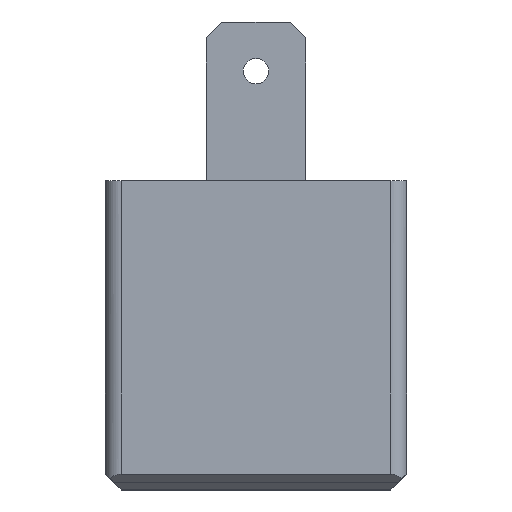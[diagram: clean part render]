
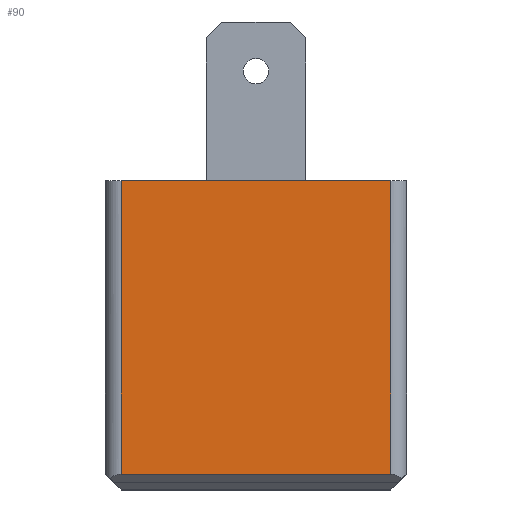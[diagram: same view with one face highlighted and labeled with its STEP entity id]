
A CAD part, left-side view. The second image highlights one B-rep face of the part: STEP entity #90.
In plain terms, the highlighted planar face has unit normal (-1, 0, 0).
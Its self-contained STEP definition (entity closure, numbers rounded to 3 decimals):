
#50=FACE_OUTER_BOUND('',#193,.T.);
#90=ADVANCED_FACE('',(#50),#136,.F.);
#136=PLANE('',#882);
#193=EDGE_LOOP('',(#274,#275,#276,#277));
#274=ORIENTED_EDGE('',*,*,#560,.F.);
#275=ORIENTED_EDGE('',*,*,#582,.T.);
#276=ORIENTED_EDGE('',*,*,#583,.T.);
#277=ORIENTED_EDGE('',*,*,#584,.T.);
#484=VERTEX_POINT('',#1168);
#485=VERTEX_POINT('',#1170);
#506=VERTEX_POINT('',#1216);
#507=VERTEX_POINT('',#1218);
#560=EDGE_CURVE('',#484,#485,#675,.T.);
#582=EDGE_CURVE('',#484,#506,#694,.T.);
#583=EDGE_CURVE('',#506,#507,#695,.T.);
#584=EDGE_CURVE('',#507,#485,#696,.T.);
#675=LINE('',#1169,#775);
#694=LINE('',#1215,#794);
#695=LINE('',#1217,#795);
#696=LINE('',#1219,#796);
#775=VECTOR('',#942,1.);
#794=VECTOR('',#973,1.);
#795=VECTOR('',#974,1.);
#796=VECTOR('',#975,1.);
#882=AXIS2_PLACEMENT_3D('',#1220,#976,#977);
#942=DIRECTION('',(0.,-1.,0.));
#973=DIRECTION('',(0.,0.,-1.));
#974=DIRECTION('',(0.,-1.,0.));
#975=DIRECTION('',(0.,0.,1.));
#976=DIRECTION('',(1.,0.,0.));
#977=DIRECTION('',(0.,1.,0.));
#1168=CARTESIAN_POINT('',(0.,18.,19.));
#1169=CARTESIAN_POINT('',(0.,19.,19.));
#1170=CARTESIAN_POINT('',(0.,1.,19.));
#1215=CARTESIAN_POINT('',(0.,18.,19.));
#1216=CARTESIAN_POINT('',(0.,18.,0.5));
#1217=CARTESIAN_POINT('',(0.,19.,0.5));
#1218=CARTESIAN_POINT('',(0.,1.,0.5));
#1219=CARTESIAN_POINT('',(0.,1.,19.));
#1220=CARTESIAN_POINT('',(0.,19.,19.));
